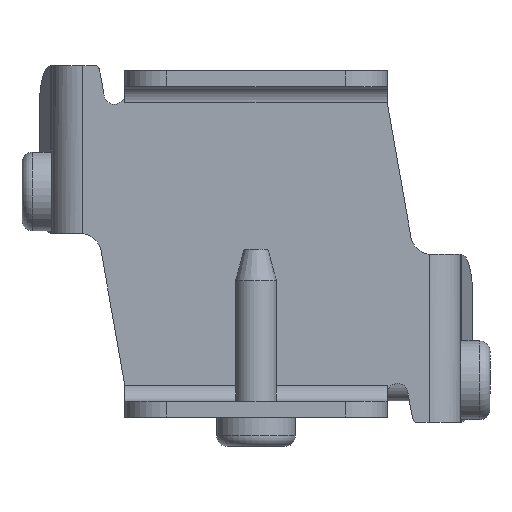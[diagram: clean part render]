
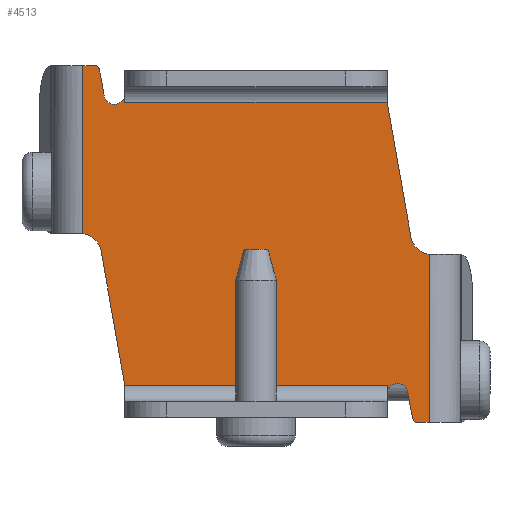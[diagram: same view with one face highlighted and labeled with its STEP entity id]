
A CAD part, front view. The second image highlights one B-rep face of the part: STEP entity #4513.
In plain terms, the highlighted planar face has unit normal (0, -1, 0).
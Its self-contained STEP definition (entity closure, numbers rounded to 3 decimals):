
#190=PLANE('',#4895);
#379=FACE_OUTER_BOUND('',#662,.T.);
#662=EDGE_LOOP('',(#3102,#3103,#3104,#3105,#3106,#3107,#3108,#3109,#3110,
#3111,#3112,#3113,#3114,#3115,#3116,#3117,#3118,#3119));
#963=LINE('',#6946,#1325);
#964=LINE('',#6950,#1326);
#965=LINE('',#6952,#1327);
#966=LINE('',#6956,#1328);
#967=LINE('',#6958,#1329);
#968=LINE('',#6960,#1330);
#969=LINE('',#6964,#1331);
#970=LINE('',#6968,#1332);
#971=LINE('',#6970,#1333);
#972=LINE('',#6974,#1334);
#973=LINE('',#6976,#1335);
#974=LINE('',#6978,#1336);
#1325=VECTOR('',#5487,1000.);
#1326=VECTOR('',#5490,1000.);
#1327=VECTOR('',#5491,1000.);
#1328=VECTOR('',#5494,1000.);
#1329=VECTOR('',#5495,1000.);
#1330=VECTOR('',#5496,1000.);
#1331=VECTOR('',#5499,1000.);
#1332=VECTOR('',#5502,1000.);
#1333=VECTOR('',#5503,1000.);
#1334=VECTOR('',#5506,1000.);
#1335=VECTOR('',#5507,1000.);
#1336=VECTOR('',#5508,1000.);
#1716=CIRCLE('',#4896,0.5);
#1717=CIRCLE('',#4897,2.);
#1718=CIRCLE('',#4898,1.);
#1719=CIRCLE('',#4899,0.5);
#1720=CIRCLE('',#4900,2.);
#1721=CIRCLE('',#4901,1.);
#1959=VERTEX_POINT('',#6944);
#1960=VERTEX_POINT('',#6945);
#1961=VERTEX_POINT('',#6947);
#1962=VERTEX_POINT('',#6949);
#1963=VERTEX_POINT('',#6951);
#1964=VERTEX_POINT('',#6953);
#1965=VERTEX_POINT('',#6955);
#1966=VERTEX_POINT('',#6957);
#1967=VERTEX_POINT('',#6959);
#1968=VERTEX_POINT('',#6961);
#1969=VERTEX_POINT('',#6963);
#1970=VERTEX_POINT('',#6965);
#1971=VERTEX_POINT('',#6967);
#1972=VERTEX_POINT('',#6969);
#1973=VERTEX_POINT('',#6971);
#1974=VERTEX_POINT('',#6973);
#1975=VERTEX_POINT('',#6975);
#1976=VERTEX_POINT('',#6977);
#2396=EDGE_CURVE('',#1959,#1960,#963,.T.);
#2397=EDGE_CURVE('',#1959,#1961,#1716,.T.);
#2398=EDGE_CURVE('',#1961,#1962,#964,.T.);
#2399=EDGE_CURVE('',#1962,#1963,#965,.T.);
#2400=EDGE_CURVE('',#1964,#1963,#1717,.T.);
#2401=EDGE_CURVE('',#1965,#1964,#966,.T.);
#2402=EDGE_CURVE('',#1966,#1965,#967,.T.);
#2403=EDGE_CURVE('',#1967,#1966,#968,.T.);
#2404=EDGE_CURVE('',#1968,#1967,#1718,.T.);
#2405=EDGE_CURVE('',#1969,#1968,#969,.T.);
#2406=EDGE_CURVE('',#1969,#1970,#1719,.T.);
#2407=EDGE_CURVE('',#1970,#1971,#970,.T.);
#2408=EDGE_CURVE('',#1971,#1972,#971,.T.);
#2409=EDGE_CURVE('',#1973,#1972,#1720,.T.);
#2410=EDGE_CURVE('',#1974,#1973,#972,.T.);
#2411=EDGE_CURVE('',#1975,#1974,#973,.T.);
#2412=EDGE_CURVE('',#1976,#1975,#974,.T.);
#2413=EDGE_CURVE('',#1960,#1976,#1721,.T.);
#3102=ORIENTED_EDGE('',*,*,#2396,.F.);
#3103=ORIENTED_EDGE('',*,*,#2397,.T.);
#3104=ORIENTED_EDGE('',*,*,#2398,.T.);
#3105=ORIENTED_EDGE('',*,*,#2399,.T.);
#3106=ORIENTED_EDGE('',*,*,#2400,.F.);
#3107=ORIENTED_EDGE('',*,*,#2401,.F.);
#3108=ORIENTED_EDGE('',*,*,#2402,.F.);
#3109=ORIENTED_EDGE('',*,*,#2403,.F.);
#3110=ORIENTED_EDGE('',*,*,#2404,.F.);
#3111=ORIENTED_EDGE('',*,*,#2405,.F.);
#3112=ORIENTED_EDGE('',*,*,#2406,.T.);
#3113=ORIENTED_EDGE('',*,*,#2407,.T.);
#3114=ORIENTED_EDGE('',*,*,#2408,.T.);
#3115=ORIENTED_EDGE('',*,*,#2409,.F.);
#3116=ORIENTED_EDGE('',*,*,#2410,.F.);
#3117=ORIENTED_EDGE('',*,*,#2411,.F.);
#3118=ORIENTED_EDGE('',*,*,#2412,.F.);
#3119=ORIENTED_EDGE('',*,*,#2413,.F.);
#4513=ADVANCED_FACE('',(#379),#190,.T.);
#4895=AXIS2_PLACEMENT_3D('',#6943,#5485,#5486);
#4896=AXIS2_PLACEMENT_3D('',#6948,#5488,#5489);
#4897=AXIS2_PLACEMENT_3D('',#6954,#5492,#5493);
#4898=AXIS2_PLACEMENT_3D('',#6962,#5497,#5498);
#4899=AXIS2_PLACEMENT_3D('',#6966,#5500,#5501);
#4900=AXIS2_PLACEMENT_3D('',#6972,#5504,#5505);
#4901=AXIS2_PLACEMENT_3D('',#6979,#5509,#5510);
#5485=DIRECTION('center_axis',(0.,-1.,0.));
#5486=DIRECTION('ref_axis',(0.,0.,-1.));
#5487=DIRECTION('',(-0.985,0.,-0.174));
#5488=DIRECTION('center_axis',(0.,-1.,0.));
#5489=DIRECTION('ref_axis',(0.,0.,-1.));
#5490=DIRECTION('',(0.,0.,1.));
#5491=DIRECTION('',(-1.,0.,0.));
#5492=DIRECTION('center_axis',(0.,-1.,0.));
#5493=DIRECTION('ref_axis',(0.,0.,-1.));
#5494=DIRECTION('',(0.985,0.,0.174));
#5495=DIRECTION('',(0.,0.,1.));
#5496=DIRECTION('',(1.,0.,0.));
#5497=DIRECTION('center_axis',(0.,-1.,0.));
#5498=DIRECTION('ref_axis',(0.,0.,1.));
#5499=DIRECTION('',(0.985,0.,0.174));
#5500=DIRECTION('center_axis',(0.,-1.,0.));
#5501=DIRECTION('ref_axis',(0.,0.,1.));
#5502=DIRECTION('',(0.,0.,-1.));
#5503=DIRECTION('',(1.,0.,0.));
#5504=DIRECTION('center_axis',(0.,-1.,0.));
#5505=DIRECTION('ref_axis',(0.,0.,1.));
#5506=DIRECTION('',(-0.985,0.,-0.174));
#5507=DIRECTION('',(0.,0.,-1.));
#5508=DIRECTION('',(-1.,0.,0.));
#5509=DIRECTION('center_axis',(0.,-1.,0.));
#5510=DIRECTION('ref_axis',(0.,0.,-1.));
#6943=CARTESIAN_POINT('Origin',(17.,0.,19.5));
#6944=CARTESIAN_POINT('',(16.587,0.,14.903));
#6945=CARTESIAN_POINT('',(14.3,0.,14.5));
#6946=CARTESIAN_POINT('',(17.774,0.,15.112));
#6947=CARTESIAN_POINT('',(17.,0.,15.396));
#6948=CARTESIAN_POINT('Origin',(16.5,0.,15.396));
#6949=CARTESIAN_POINT('',(17.,0.,16.5));
#6950=CARTESIAN_POINT('',(17.,0.,19.5));
#6951=CARTESIAN_POINT('',(0.986,0.,16.5));
#6952=CARTESIAN_POINT('',(17.,0.,16.5));
#6953=CARTESIAN_POINT('',(-0.653,0.,14.765));
#6954=CARTESIAN_POINT('Origin',(-1.,0.,16.735));
#6955=CARTESIAN_POINT('',(-13.5,0.,12.5));
#6956=CARTESIAN_POINT('',(17.277,0.,17.927));
#6957=CARTESIAN_POINT('',(-13.5,0.,-12.5));
#6958=CARTESIAN_POINT('',(-13.5,0.,0.));
#6959=CARTESIAN_POINT('',(-14.3,0.,-12.5));
#6960=CARTESIAN_POINT('',(-17.,0.,-12.5));
#6961=CARTESIAN_POINT('',(-14.3,0.,-14.5));
#6962=CARTESIAN_POINT('Origin',(-14.3,0.,-13.5));
#6963=CARTESIAN_POINT('',(-16.587,0.,-14.903));
#6964=CARTESIAN_POINT('',(-17.774,0.,-15.112));
#6965=CARTESIAN_POINT('',(-17.,0.,-15.396));
#6966=CARTESIAN_POINT('Origin',(-16.5,0.,-15.396));
#6967=CARTESIAN_POINT('',(-17.,0.,-16.5));
#6968=CARTESIAN_POINT('',(-17.,0.,-19.5));
#6969=CARTESIAN_POINT('',(-0.986,0.,-16.5));
#6970=CARTESIAN_POINT('',(-17.,0.,-16.5));
#6971=CARTESIAN_POINT('',(0.653,0.,-14.765));
#6972=CARTESIAN_POINT('Origin',(1.,0.,-16.735));
#6973=CARTESIAN_POINT('',(13.5,0.,-12.5));
#6974=CARTESIAN_POINT('',(-17.277,0.,-17.927));
#6975=CARTESIAN_POINT('',(13.5,0.,12.5));
#6976=CARTESIAN_POINT('',(13.5,0.,12.5));
#6977=CARTESIAN_POINT('',(14.3,0.,12.5));
#6978=CARTESIAN_POINT('',(17.,0.,12.5));
#6979=CARTESIAN_POINT('Origin',(14.3,0.,13.5));
